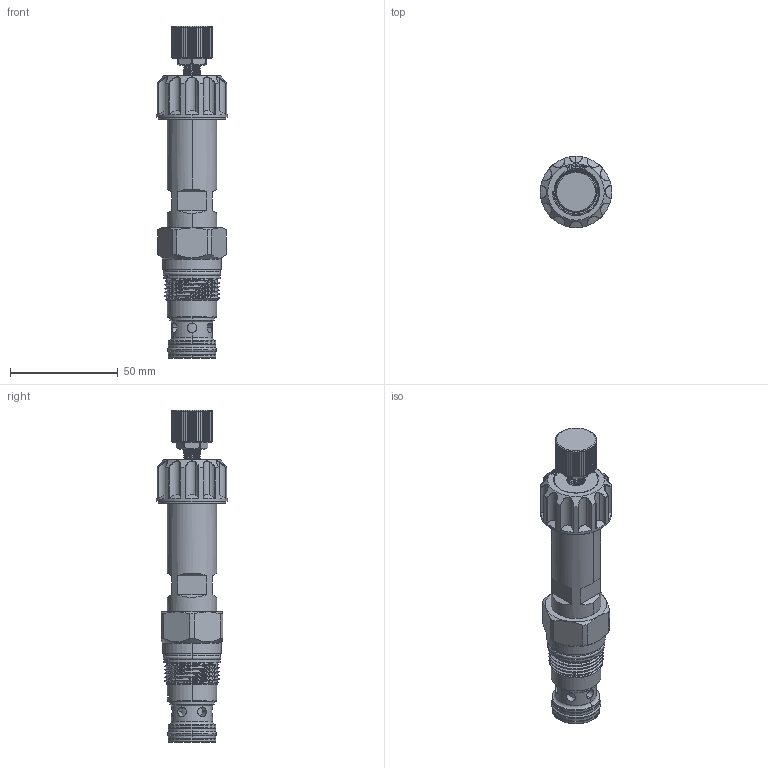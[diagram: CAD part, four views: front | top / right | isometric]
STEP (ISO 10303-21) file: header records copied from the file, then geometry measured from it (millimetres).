
FILE_DESCRIPTION (( 'STEP AP203' ), '1' );
FILE_NAME ('PFC5A2G-M.STEP', '2016-07-25T07:50:56', ( '' ), ( '' ), 'SwSTEP 2.0', 'SolidWorks 2012', '' );
FILE_SCHEMA (( 'CONFIG_CONTROL_DESIGN' ));
Length unit declared in the file: millimetre
Products named in the file (1): PFC5A2G-M
Bounding box: 33.1 x 33.1 x 154.1 mm (x, y, z)
Volume: 64729.8 mm3; surface area: 26538.4 mm2
Topology: 10 solids, 11 shells, 859 faces, 2203 edges, 1400 vertices
Faces by surface type: cylinder 372, plane 264, cone 100, torus 56, bspline 43, sphere 24
Entity records: 42789 total; most frequent: CARTESIAN_POINT 23294, ORIENTED_EDGE 4402, DIRECTION 3710, EDGE_CURVE 2201, AXIS2_PLACEMENT_3D 1452, VERTEX_POINT 1400, EDGE_LOOP 911, FACE_OUTER_BOUND 859
